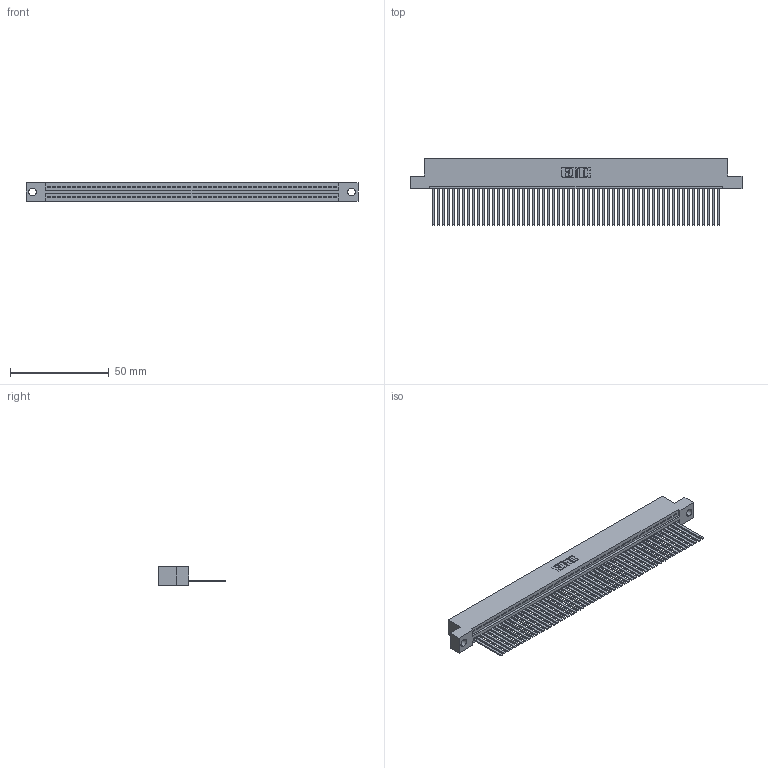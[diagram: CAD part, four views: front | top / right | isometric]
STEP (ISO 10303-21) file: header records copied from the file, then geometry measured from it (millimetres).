
FILE_DESCRIPTION (( 'STEP AP203' ), '1' );
FILE_NAME ('395-058-544-104.STEP', '2018-11-23T03:55:14', ( '' ), ( '' ), 'SwSTEP 2.0', 'SolidWorks 2016', '' );
FILE_SCHEMA (( 'CONFIG_CONTROL_DESIGN' ));
Length unit declared in the file: inch
Products named in the file (3): 395-058-544-104; 345-292-001_345-293-144; 345 Part_Flush Mounting Lugs - 0.156 Dia-TH
Assembly tree (59 placements, depth 2):
  395-058-544-104
    345 Part_Flush Mounting Lugs - 0.156 Dia-TH
    345-292-001_345-293-144  x58
Bounding box: 168.53 x 33.96 x 9.4 mm (x, y, z)
Volume: 16722 mm3; surface area: 24264.8 mm2
Topology: 59 solids, 59 shells, 3142 faces, 9505 edges, 6258 vertices
Faces by surface type: plane 2168, cylinder 974
Entity records: 41317 total; most frequent: CARTESIAN_POINT 7162, ORIENTED_EDGE 7154, DIRECTION 6229, EDGE_CURVE 3577, VECTOR 3217, LINE 3217, VERTEX_POINT 2382, AXIS2_PLACEMENT_3D 1506
